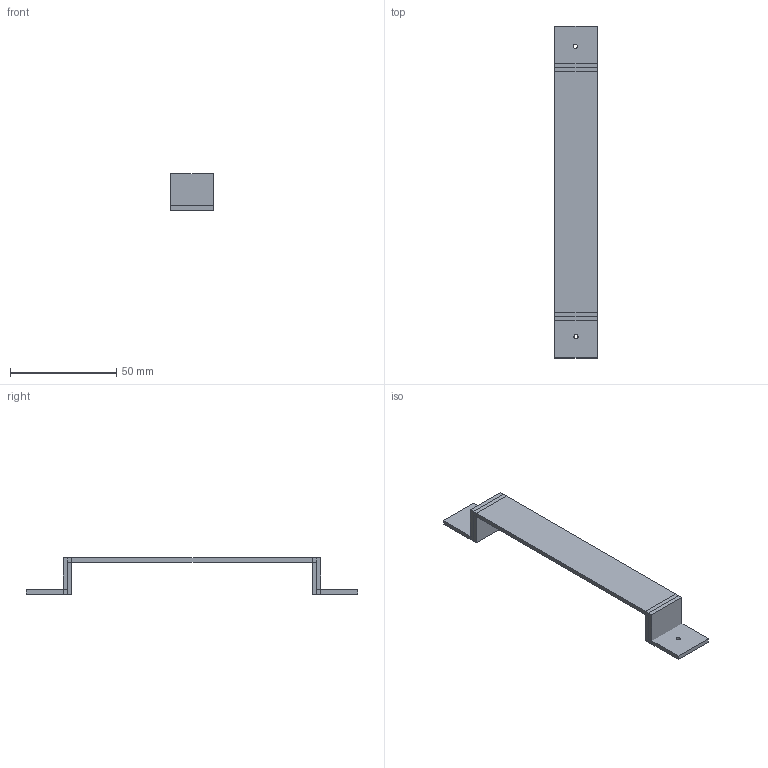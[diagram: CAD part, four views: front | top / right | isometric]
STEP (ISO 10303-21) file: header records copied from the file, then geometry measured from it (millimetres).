
FILE_DESCRIPTION(/* description */ (''),/* implementation_level */ '2;1');
FILE_NAME(/* name */ 'battery-holder-4',/* time_stamp */ '2024-12-21T00:13:12Z',/* author */ (''),/* organization */ (''),/* preprocessor_version */ 'ST-DEVELOPER v19.2',/* originating_system */ 'Rhino 8.14',/* authorisation */ '');
FILE_SCHEMA (('AP242_MANAGED_MODEL_BASED_3D_ENGINEERING_MIM_LF { 1 0 10303 442 3 1 4 }'));
Length unit declared in the file: millimetre
Products named in the file (1): Document
Bounding box: 20 x 156.2 x 17 mm (x, y, z)
Volume: 10155.4 mm3; surface area: 10557.3 mm2
Topology: 7 solids, 7 shells, 46 faces, 98 edges, 66 vertices
Faces by surface type: plane 42, cylinder 4
Entity records: 1140 total; most frequent: CARTESIAN_POINT 323, ORIENTED_EDGE 192, EDGE_CURVE 96, B_SPLINE_CURVE_WITH_KNOTS 90, DIRECTION 68, VERTEX_POINT 64, AXIS2_PLACEMENT_3D 57, EDGE_LOOP 50
